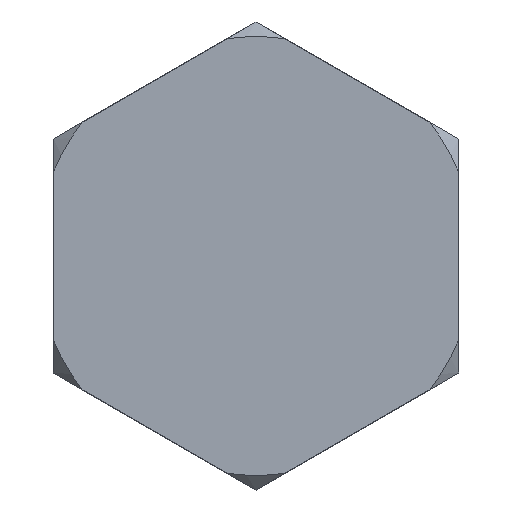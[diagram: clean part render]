
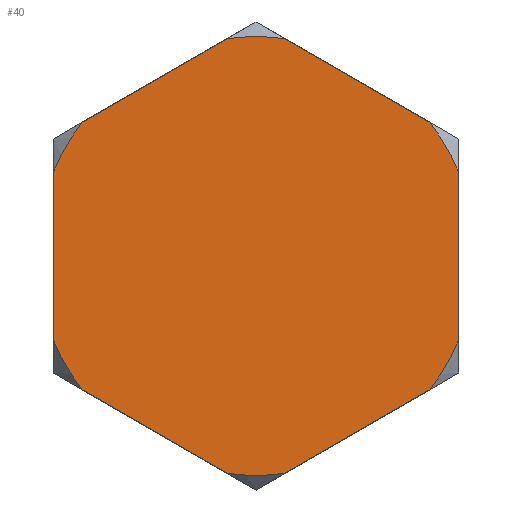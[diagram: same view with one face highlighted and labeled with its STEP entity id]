
A CAD part, front view. The second image highlights one B-rep face of the part: STEP entity #40.
In plain terms, the highlighted planar face has unit normal (0, -1, 0).
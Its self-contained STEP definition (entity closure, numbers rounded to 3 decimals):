
#40 = ADVANCED_FACE( '', ( #86 ), #87, .F. );
#86 = FACE_OUTER_BOUND( '', #136, .T. );
#87 = PLANE( '', #137 );
#136 = EDGE_LOOP( '', ( #221, #222, #223, #224, #225, #226, #227, #228, #229, #230, #231, #232 ) );
#137 = AXIS2_PLACEMENT_3D( '', #233, #234, #235 );
#221 = ORIENTED_EDGE( '', *, *, #344, .T. );
#222 = ORIENTED_EDGE( '', *, *, #345, .T. );
#223 = ORIENTED_EDGE( '', *, *, #346, .T. );
#224 = ORIENTED_EDGE( '', *, *, #347, .T. );
#225 = ORIENTED_EDGE( '', *, *, #348, .T. );
#226 = ORIENTED_EDGE( '', *, *, #340, .T. );
#227 = ORIENTED_EDGE( '', *, *, #349, .T. );
#228 = ORIENTED_EDGE( '', *, *, #350, .T. );
#229 = ORIENTED_EDGE( '', *, *, #351, .T. );
#230 = ORIENTED_EDGE( '', *, *, #352, .T. );
#231 = ORIENTED_EDGE( '', *, *, #353, .T. );
#232 = ORIENTED_EDGE( '', *, *, #354, .T. );
#233 = CARTESIAN_POINT( '', ( 9.2, 0., 0. ) );
#234 = DIRECTION( '', ( 0., 1., 0. ) );
#235 = DIRECTION( '', ( 0., 0., 1. ) );
#340 = EDGE_CURVE( '', #395, #393, #396, .T. );
#344 = EDGE_CURVE( '', #401, #402, #403, .T. );
#345 = EDGE_CURVE( '', #402, #404, #405, .T. );
#346 = EDGE_CURVE( '', #404, #406, #407, .T. );
#347 = EDGE_CURVE( '', #406, #408, #409, .T. );
#348 = EDGE_CURVE( '', #408, #395, #410, .T. );
#349 = EDGE_CURVE( '', #393, #411, #412, .T. );
#350 = EDGE_CURVE( '', #411, #413, #414, .T. );
#351 = EDGE_CURVE( '', #413, #415, #416, .T. );
#352 = EDGE_CURVE( '', #415, #417, #418, .T. );
#353 = EDGE_CURVE( '', #417, #419, #420, .T. );
#354 = EDGE_CURVE( '', #419, #401, #421, .T. );
#393 = VERTEX_POINT( '', #472 );
#395 = VERTEX_POINT( '', #477 );
#396 = LINE( '', #478, #479 );
#401 = VERTEX_POINT( '', #488 );
#402 = VERTEX_POINT( '', #489 );
#403 = CIRCLE( '', #490, 9.2 );
#404 = VERTEX_POINT( '', #491 );
#405 = LINE( '', #492, #493 );
#406 = VERTEX_POINT( '', #494 );
#407 = CIRCLE( '', #495, 9.2 );
#408 = VERTEX_POINT( '', #496 );
#409 = LINE( '', #497, #498 );
#410 = CIRCLE( '', #499, 9.2 );
#411 = VERTEX_POINT( '', #500 );
#412 = CIRCLE( '', #501, 9.2 );
#413 = VERTEX_POINT( '', #502 );
#414 = LINE( '', #503, #504 );
#415 = VERTEX_POINT( '', #505 );
#416 = CIRCLE( '', #506, 9.2 );
#417 = VERTEX_POINT( '', #507 );
#418 = LINE( '', #508, #509 );
#419 = VERTEX_POINT( '', #510 );
#420 = CIRCLE( '', #511, 9.2 );
#421 = LINE( '', #512, #513 );
#472 = CARTESIAN_POINT( '', ( 7.298, 0., -5.601 ) );
#477 = CARTESIAN_POINT( '', ( 1.202, 0., -9.121 ) );
#478 = CARTESIAN_POINT( '', ( 11.15, 0., -3.377 ) );
#479 = VECTOR( '', #610, 1000. );
#488 = CARTESIAN_POINT( '', ( -7.298, 0., 5.601 ) );
#489 = CARTESIAN_POINT( '', ( -8.5, 0., 3.52 ) );
#490 = AXIS2_PLACEMENT_3D( '', #612, #613, #614 );
#491 = CARTESIAN_POINT( '', ( -8.5, 0., -3.52 ) );
#492 = CARTESIAN_POINT( '', ( -8.5, 0., 0. ) );
#493 = VECTOR( '', #615, 1000. );
#494 = CARTESIAN_POINT( '', ( -7.298, 0., -5.601 ) );
#495 = AXIS2_PLACEMENT_3D( '', #616, #617, #618 );
#496 = CARTESIAN_POINT( '', ( -1.202, 0., -9.121 ) );
#497 = CARTESIAN_POINT( '', ( 2.65, 0., -11.345 ) );
#498 = VECTOR( '', #619, 1000. );
#499 = AXIS2_PLACEMENT_3D( '', #620, #621, #622 );
#500 = CARTESIAN_POINT( '', ( 8.5, 0., -3.52 ) );
#501 = AXIS2_PLACEMENT_3D( '', #623, #624, #625 );
#502 = CARTESIAN_POINT( '', ( 8.5, 0., 3.52 ) );
#503 = CARTESIAN_POINT( '', ( 8.5, 0., 0. ) );
#504 = VECTOR( '', #626, 1000. );
#505 = CARTESIAN_POINT( '', ( 7.298, 0., 5.601 ) );
#506 = AXIS2_PLACEMENT_3D( '', #627, #628, #629 );
#507 = CARTESIAN_POINT( '', ( 1.202, 0., 9.121 ) );
#508 = CARTESIAN_POINT( '', ( 11.15, 0., 3.377 ) );
#509 = VECTOR( '', #630, 1000. );
#510 = CARTESIAN_POINT( '', ( -1.202, 0., 9.121 ) );
#511 = AXIS2_PLACEMENT_3D( '', #631, #632, #633 );
#512 = CARTESIAN_POINT( '', ( 2.65, 0., 11.345 ) );
#513 = VECTOR( '', #634, 1000. );
#610 = DIRECTION( '', ( 0.866, 0., 0.5 ) );
#612 = CARTESIAN_POINT( '', ( 0., 0., 0. ) );
#613 = DIRECTION( '', ( 0., -1., 0. ) );
#614 = DIRECTION( '', ( 0., 0., -1. ) );
#615 = DIRECTION( '', ( 0., 0., -1. ) );
#616 = CARTESIAN_POINT( '', ( 0., 0., 0. ) );
#617 = DIRECTION( '', ( 0., -1., 0. ) );
#618 = DIRECTION( '', ( 0., 0., -1. ) );
#619 = DIRECTION( '', ( 0.866, 0., -0.5 ) );
#620 = CARTESIAN_POINT( '', ( 0., 0., 0. ) );
#621 = DIRECTION( '', ( 0., -1., 0. ) );
#622 = DIRECTION( '', ( 0., 0., -1. ) );
#623 = CARTESIAN_POINT( '', ( 0., 0., 0. ) );
#624 = DIRECTION( '', ( 0., -1., 0. ) );
#625 = DIRECTION( '', ( 0., 0., -1. ) );
#626 = DIRECTION( '', ( 0., 0., 1. ) );
#627 = CARTESIAN_POINT( '', ( 0., 0., 0. ) );
#628 = DIRECTION( '', ( 0., -1., 0. ) );
#629 = DIRECTION( '', ( 0., 0., -1. ) );
#630 = DIRECTION( '', ( -0.866, 0., 0.5 ) );
#631 = CARTESIAN_POINT( '', ( 0., 0., 0. ) );
#632 = DIRECTION( '', ( 0., -1., 0. ) );
#633 = DIRECTION( '', ( 0., 0., -1. ) );
#634 = DIRECTION( '', ( -0.866, 0., -0.5 ) );
